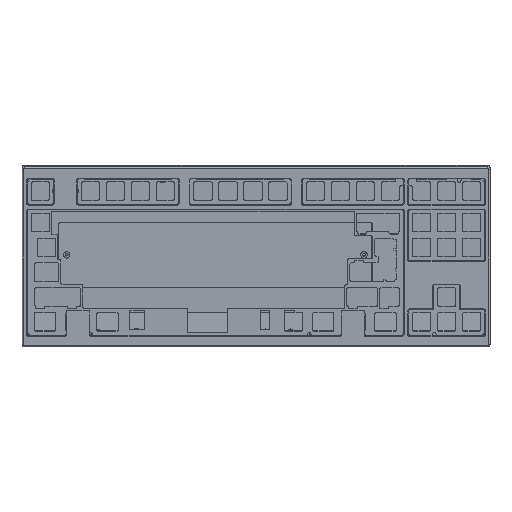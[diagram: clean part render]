
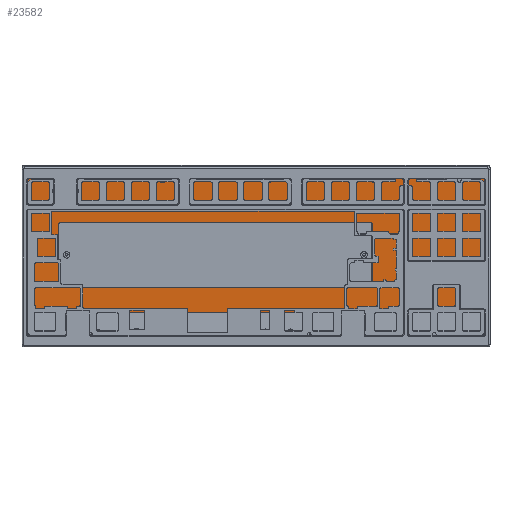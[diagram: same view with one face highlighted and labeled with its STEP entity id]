
A CAD part, top view. The second image highlights one B-rep face of the part: STEP entity #23582.
In plain terms, the highlighted face is planar.
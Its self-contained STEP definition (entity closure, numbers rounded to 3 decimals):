
#902=FACE_BOUND('',#3269,.T.);
#1897=FACE_OUTER_BOUND('',#3268,.T.);
#3268=EDGE_LOOP('',(#20568,#20569,#20570,#20571,#20572,#20573,#20574,#20575,
#20576,#20577,#20578,#20579));
#3269=EDGE_LOOP('',(#20580,#20581,#20582,#20583,#20584,#20585,#20586,#20587));
#5351=LINE('',#39160,#7564);
#5355=LINE('',#39172,#7568);
#5360=LINE('',#39186,#7573);
#5361=LINE('',#39190,#7574);
#5362=LINE('',#39192,#7575);
#5363=LINE('',#39194,#7576);
#5364=LINE('',#39197,#7577);
#5365=LINE('',#39202,#7578);
#5366=LINE('',#39206,#7579);
#5367=LINE('',#39210,#7580);
#5368=LINE('',#39213,#7581);
#7564=VECTOR('',#32065,10.);
#7568=VECTOR('',#32077,10.);
#7573=VECTOR('',#32092,10.);
#7574=VECTOR('',#32095,10.);
#7575=VECTOR('',#32096,10.);
#7576=VECTOR('',#32097,10.);
#7577=VECTOR('',#32100,10.);
#7578=VECTOR('',#32103,10.);
#7579=VECTOR('',#32106,10.);
#7580=VECTOR('',#32109,10.);
#7581=VECTOR('',#32112,10.);
#8974=CIRCLE('',#25849,2.);
#8976=CIRCLE('',#25853,3.);
#8978=CIRCLE('',#25857,2.);
#8980=CIRCLE('',#25861,2.5);
#8981=CIRCLE('',#25862,2.5);
#8982=CIRCLE('',#25863,2.);
#8983=CIRCLE('',#25864,2.);
#8984=CIRCLE('',#25865,2.);
#8985=CIRCLE('',#25866,2.);
#11036=VERTEX_POINT('',#39150);
#11037=VERTEX_POINT('',#39151);
#11040=VERTEX_POINT('',#39159);
#11042=VERTEX_POINT('',#39165);
#11044=VERTEX_POINT('',#39171);
#11046=VERTEX_POINT('',#39177);
#11048=VERTEX_POINT('',#39185);
#11049=VERTEX_POINT('',#39187);
#11050=VERTEX_POINT('',#39189);
#11051=VERTEX_POINT('',#39191);
#11052=VERTEX_POINT('',#39193);
#11053=VERTEX_POINT('',#39195);
#11054=VERTEX_POINT('',#39198);
#11055=VERTEX_POINT('',#39199);
#11056=VERTEX_POINT('',#39201);
#11057=VERTEX_POINT('',#39203);
#11058=VERTEX_POINT('',#39205);
#11059=VERTEX_POINT('',#39207);
#11060=VERTEX_POINT('',#39209);
#11061=VERTEX_POINT('',#39211);
#14279=EDGE_CURVE('',#11036,#11037,#8974,.T.);
#14283=EDGE_CURVE('',#11037,#11040,#5351,.T.);
#14286=EDGE_CURVE('',#11040,#11042,#8976,.T.);
#14289=EDGE_CURVE('',#11042,#11044,#5355,.T.);
#14292=EDGE_CURVE('',#11044,#11046,#8978,.T.);
#14296=EDGE_CURVE('',#11048,#11046,#5360,.T.);
#14297=EDGE_CURVE('',#11048,#11049,#8980,.T.);
#14298=EDGE_CURVE('',#11050,#11049,#5361,.T.);
#14299=EDGE_CURVE('',#11050,#11051,#5362,.T.);
#14300=EDGE_CURVE('',#11052,#11051,#5363,.T.);
#14301=EDGE_CURVE('',#11052,#11053,#8981,.T.);
#14302=EDGE_CURVE('',#11036,#11053,#5364,.T.);
#14303=EDGE_CURVE('',#11054,#11055,#8982,.T.);
#14304=EDGE_CURVE('',#11054,#11056,#5365,.T.);
#14305=EDGE_CURVE('',#11057,#11056,#8983,.T.);
#14306=EDGE_CURVE('',#11057,#11058,#5366,.T.);
#14307=EDGE_CURVE('',#11059,#11058,#8984,.T.);
#14308=EDGE_CURVE('',#11059,#11060,#5367,.T.);
#14309=EDGE_CURVE('',#11061,#11060,#8985,.T.);
#14310=EDGE_CURVE('',#11055,#11061,#5368,.T.);
#20568=ORIENTED_EDGE('',*,*,#14279,.T.);
#20569=ORIENTED_EDGE('',*,*,#14283,.T.);
#20570=ORIENTED_EDGE('',*,*,#14286,.T.);
#20571=ORIENTED_EDGE('',*,*,#14289,.T.);
#20572=ORIENTED_EDGE('',*,*,#14292,.T.);
#20573=ORIENTED_EDGE('',*,*,#14296,.F.);
#20574=ORIENTED_EDGE('',*,*,#14297,.T.);
#20575=ORIENTED_EDGE('',*,*,#14298,.F.);
#20576=ORIENTED_EDGE('',*,*,#14299,.T.);
#20577=ORIENTED_EDGE('',*,*,#14300,.F.);
#20578=ORIENTED_EDGE('',*,*,#14301,.T.);
#20579=ORIENTED_EDGE('',*,*,#14302,.F.);
#20580=ORIENTED_EDGE('',*,*,#14303,.F.);
#20581=ORIENTED_EDGE('',*,*,#14304,.T.);
#20582=ORIENTED_EDGE('',*,*,#14305,.F.);
#20583=ORIENTED_EDGE('',*,*,#14306,.T.);
#20584=ORIENTED_EDGE('',*,*,#14307,.F.);
#20585=ORIENTED_EDGE('',*,*,#14308,.T.);
#20586=ORIENTED_EDGE('',*,*,#14309,.F.);
#20587=ORIENTED_EDGE('',*,*,#14310,.F.);
#22494=PLANE('',#25860);
#23582=ADVANCED_FACE('',(#1897,#902),#22494,.T.);
#25849=AXIS2_PLACEMENT_3D('',#39152,#32057,#32058);
#25853=AXIS2_PLACEMENT_3D('',#39166,#32070,#32071);
#25857=AXIS2_PLACEMENT_3D('',#39178,#32082,#32083);
#25860=AXIS2_PLACEMENT_3D('',#39184,#32090,#32091);
#25861=AXIS2_PLACEMENT_3D('',#39188,#32093,#32094);
#25862=AXIS2_PLACEMENT_3D('',#39196,#32098,#32099);
#25863=AXIS2_PLACEMENT_3D('',#39200,#32101,#32102);
#25864=AXIS2_PLACEMENT_3D('',#39204,#32104,#32105);
#25865=AXIS2_PLACEMENT_3D('',#39208,#32107,#32108);
#25866=AXIS2_PLACEMENT_3D('',#39212,#32110,#32111);
#32057=DIRECTION('center_axis',(0.,0.,1.));
#32058=DIRECTION('ref_axis',(0.,1.,0.));
#32065=DIRECTION('',(0.,-1.,0.));
#32070=DIRECTION('center_axis',(0.,0.,-1.));
#32071=DIRECTION('ref_axis',(0.988,-0.154,0.));
#32077=DIRECTION('',(0.,1.,0.));
#32082=DIRECTION('center_axis',(0.,0.,1.));
#32083=DIRECTION('ref_axis',(1.,0.,0.));
#32090=DIRECTION('center_axis',(0.,0.,1.));
#32091=DIRECTION('ref_axis',(0.,-1.,0.));
#32092=DIRECTION('',(1.,0.,0.));
#32093=DIRECTION('center_axis',(0.,0.,1.));
#32094=DIRECTION('ref_axis',(-0.707,0.707,0.));
#32095=DIRECTION('',(0.,1.,0.));
#32096=DIRECTION('',(1.,0.,0.));
#32097=DIRECTION('',(0.,-1.,0.));
#32098=DIRECTION('center_axis',(0.,0.,1.));
#32099=DIRECTION('ref_axis',(0.707,0.707,0.));
#32100=DIRECTION('',(1.,0.,0.));
#32101=DIRECTION('center_axis',(0.,0.,1.));
#32102=DIRECTION('ref_axis',(-0.707,-0.707,0.));
#32103=DIRECTION('',(0.,1.,0.));
#32104=DIRECTION('center_axis',(0.,0.,1.));
#32105=DIRECTION('ref_axis',(-0.707,0.707,0.));
#32106=DIRECTION('',(1.,0.,0.));
#32107=DIRECTION('center_axis',(0.,0.,1.));
#32108=DIRECTION('ref_axis',(0.707,0.707,0.));
#32109=DIRECTION('',(0.,-1.,0.));
#32110=DIRECTION('center_axis',(0.,0.,1.));
#32111=DIRECTION('ref_axis',(0.707,-0.707,0.));
#32112=DIRECTION('',(1.,0.,0.));
#39150=CARTESIAN_POINT('',(226.43,73.413,-4.2));
#39151=CARTESIAN_POINT('',(224.43,71.413,-4.2));
#39152=CARTESIAN_POINT('Origin',(226.43,71.413,-4.2));
#39159=CARTESIAN_POINT('',(224.43,70.448,-4.2));
#39160=CARTESIAN_POINT('',(224.43,75.681,-4.2));
#39165=CARTESIAN_POINT('',(218.501,70.448,-4.2));
#39166=CARTESIAN_POINT('Origin',(221.466,70.91,-4.2));
#39171=CARTESIAN_POINT('',(218.501,71.413,-4.2));
#39172=CARTESIAN_POINT('',(218.501,76.163,-4.2));
#39177=CARTESIAN_POINT('',(216.501,73.413,-4.2));
#39178=CARTESIAN_POINT('Origin',(216.501,71.413,-4.2));
#39184=CARTESIAN_POINT('Origin',(-49.862,80.913,-4.2));
#39185=CARTESIAN_POINT('',(-42.362,73.413,-4.2));
#39186=CARTESIAN_POINT('',(217.629,73.413,-4.2));
#39187=CARTESIAN_POINT('',(-44.862,70.913,-4.2));
#39188=CARTESIAN_POINT('Origin',(-42.362,70.913,-4.2));
#39189=CARTESIAN_POINT('',(-44.862,-31.648,-4.2));
#39190=CARTESIAN_POINT('',(-44.862,29.505,-4.2));
#39191=CARTESIAN_POINT('',(306.774,-31.648,-4.2));
#39192=CARTESIAN_POINT('',(128.457,-31.648,-4.2));
#39193=CARTESIAN_POINT('',(306.768,70.913,-4.2));
#39194=CARTESIAN_POINT('',(306.772,15.666,-4.2));
#39195=CARTESIAN_POINT('',(304.268,73.413,-4.2));
#39196=CARTESIAN_POINT('Origin',(304.268,70.913,-4.2));
#39197=CARTESIAN_POINT('',(217.629,73.413,-4.2));
#39198=CARTESIAN_POINT('',(-19.512,-10.533,-4.2));
#39199=CARTESIAN_POINT('',(-17.512,-12.533,-4.2));
#39200=CARTESIAN_POINT('Origin',(-17.512,-10.533,-4.2));
#39201=CARTESIAN_POINT('',(-19.512,35.467,-4.2));
#39202=CARTESIAN_POINT('',(-19.512,29.19,-4.2));
#39203=CARTESIAN_POINT('',(-17.512,37.467,-4.2));
#39204=CARTESIAN_POINT('Origin',(-17.512,35.467,-4.2));
#39205=CARTESIAN_POINT('',(217.517,37.467,-4.2));
#39206=CARTESIAN_POINT('',(-34.687,37.467,-4.2));
#39207=CARTESIAN_POINT('',(219.517,35.467,-4.2));
#39208=CARTESIAN_POINT('Origin',(217.517,35.467,-4.2));
#39209=CARTESIAN_POINT('',(219.517,-10.533,-4.2));
#39210=CARTESIAN_POINT('',(219.517,59.19,-4.2));
#39211=CARTESIAN_POINT('',(217.517,-12.533,-4.2));
#39212=CARTESIAN_POINT('Origin',(217.517,-10.533,-4.2));
#39213=CARTESIAN_POINT('',(75.313,-12.533,-4.2));
